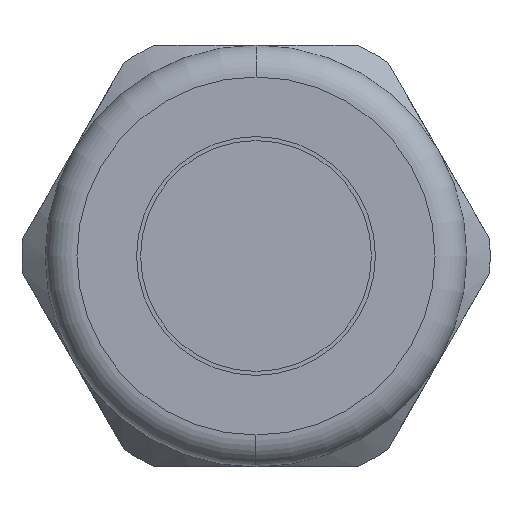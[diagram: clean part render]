
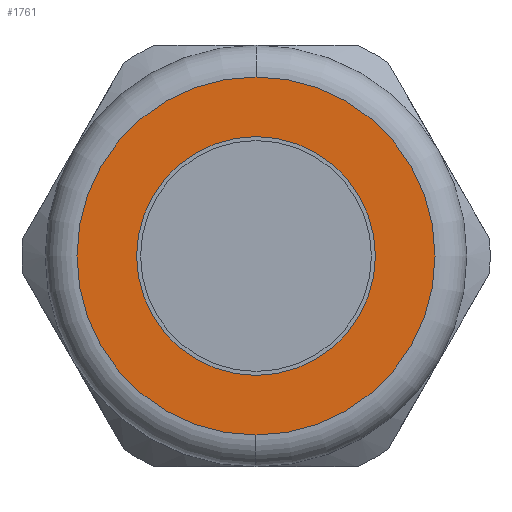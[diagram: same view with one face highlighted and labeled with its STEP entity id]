
A CAD part, left-side view. The second image highlights one B-rep face of the part: STEP entity #1761.
In plain terms, the highlighted planar face has unit normal (-1, 0, 0).
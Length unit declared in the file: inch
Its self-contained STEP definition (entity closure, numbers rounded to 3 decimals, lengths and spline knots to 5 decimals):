
#55 = ORIENTED_EDGE ( 'NONE', *, *, #5165, .T. ) ;
#57 = EDGE_CURVE ( 'NONE', #5163, #5164, #1337, .T. ) ;
#58 = EDGE_LOOP ( 'NONE', ( #62, #55 ) ) ;
#59 = EDGE_CURVE ( 'NONE', #5215, #5260, #1333, .T. ) ;
#62 = ORIENTED_EDGE ( 'NONE', *, *, #57, .T. ) ;
#65 = ORIENTED_EDGE ( 'NONE', *, *, #59, .T. ) ;
#67 = ORIENTED_EDGE ( 'NONE', *, *, #5268, .T. ) ;
#1329 = DIRECTION ( 'NONE',  ( 0., 0., 1. ) ) ;
#1330 = DIRECTION ( 'NONE',  ( -1., 0., 0. ) ) ;
#1331 = CARTESIAN_POINT ( 'NONE',  ( -1.41, 0., 0. ) ) ;
#1332 = AXIS2_PLACEMENT_3D ( 'NONE', #1331, #1330, #1329 ) ;
#1333 = CIRCLE ( 'NONE', #1332, 0.45 ) ;
#1334 = DIRECTION ( 'NONE',  ( 0., 0., -1. ) ) ;
#1335 = DIRECTION ( 'NONE',  ( 1., 0., 0. ) ) ;
#1336 = AXIS2_PLACEMENT_3D ( 'NONE', #1342, #1335, #1334 ) ;
#1337 = CIRCLE ( 'NONE', #1336, 0.3 ) ;
#1342 = CARTESIAN_POINT ( 'NONE',  ( -1.41, 0., 0. ) ) ;
#1738 = EDGE_LOOP ( 'NONE', ( #67, #65 ) ) ;
#1761 = ADVANCED_FACE ( 'NONE', ( #3346, #3345 ), #3351, .T. ) ;
#3341 = DIRECTION ( 'NONE',  ( 0., 0., 1. ) ) ;
#3342 = DIRECTION ( 'NONE',  ( -1., 0., 0. ) ) ;
#3343 = CARTESIAN_POINT ( 'NONE',  ( -1.41, 0.53, 0. ) ) ;
#3344 = AXIS2_PLACEMENT_3D ( 'NONE', #3343, #3342, #3341 ) ;
#3345 = FACE_BOUND ( 'NONE', #58, .T. ) ;
#3346 = FACE_OUTER_BOUND ( 'NONE', #1738, .T. ) ;
#3351 = PLANE ( 'NONE',  #3344 ) ;
#4329 = DIRECTION ( 'NONE',  ( 0., 0., -1. ) ) ;
#4330 = DIRECTION ( 'NONE',  ( 1., 0., 0. ) ) ;
#4331 = CARTESIAN_POINT ( 'NONE',  ( -1.41, 0., 0. ) ) ;
#4332 = AXIS2_PLACEMENT_3D ( 'NONE', #4331, #4330, #4329 ) ;
#4333 = CIRCLE ( 'NONE', #4332, 0.3 ) ;
#4334 = CARTESIAN_POINT ( 'NONE',  ( -1.41, 0., 0.3 ) ) ;
#4335 = CARTESIAN_POINT ( 'NONE',  ( -1.41, 0., -0.3 ) ) ;
#4420 = CARTESIAN_POINT ( 'NONE',  ( -1.41, 0., -0.45 ) ) ;
#4506 = DIRECTION ( 'NONE',  ( 0., 0., 1. ) ) ;
#4507 = DIRECTION ( 'NONE',  ( -1., 0., 0. ) ) ;
#4508 = CARTESIAN_POINT ( 'NONE',  ( -1.41, 0., 0. ) ) ;
#4509 = AXIS2_PLACEMENT_3D ( 'NONE', #4508, #4507, #4506 ) ;
#4510 = CIRCLE ( 'NONE', #4509, 0.45 ) ;
#4528 = CARTESIAN_POINT ( 'NONE',  ( -1.41, 0., 0.45 ) ) ;
#5163 = VERTEX_POINT ( 'NONE', #4335 ) ;
#5164 = VERTEX_POINT ( 'NONE', #4334 ) ;
#5165 = EDGE_CURVE ( 'NONE', #5164, #5163, #4333, .T. ) ;
#5215 = VERTEX_POINT ( 'NONE', #4420 ) ;
#5260 = VERTEX_POINT ( 'NONE', #4528 ) ;
#5268 = EDGE_CURVE ( 'NONE', #5260, #5215, #4510, .T. ) ;
